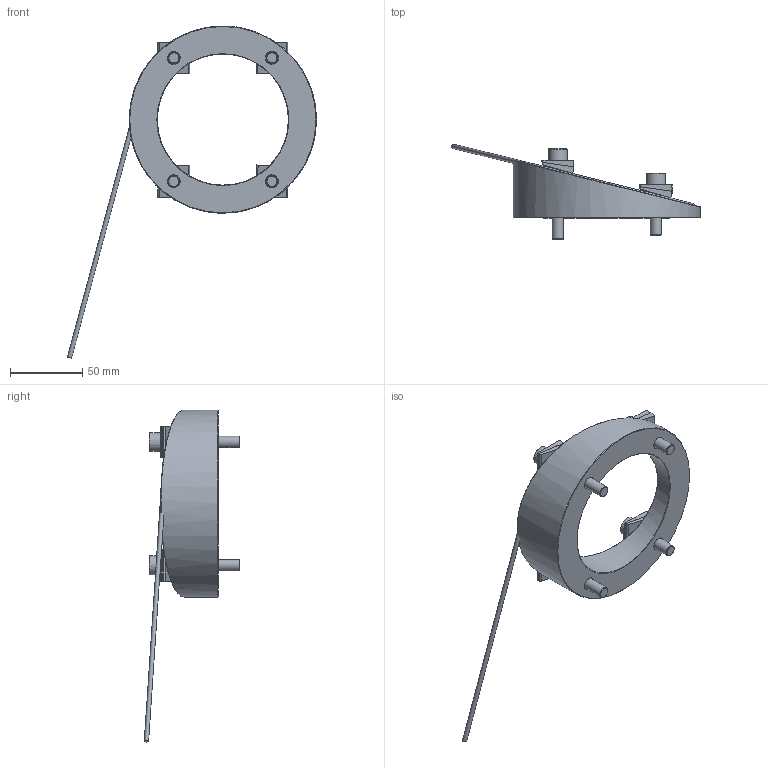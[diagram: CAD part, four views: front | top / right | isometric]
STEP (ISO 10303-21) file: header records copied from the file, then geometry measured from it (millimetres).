
FILE_DESCRIPTION (( 'STEP AP214' ), '1' );
FILE_NAME ('57027600.STEP', '2022-04-04T12:20:15', ( '' ), ( '' ), 'SwSTEP 2.0', 'SolidWorks 2020', '' );
FILE_SCHEMA (( 'AUTOMOTIVE_DESIGN' ));
Length unit declared in the file: millimetre
Products named in the file (6): 93666; 84156; 57027600; 82387; 93665; 83263
Assembly tree (14 placements, depth 2):
  57027600
    84156
    82387
    83263  x8
    93666  x2
    93665  x2
Bounding box: 172.87 x 66.31 x 230.5 mm (x, y, z)
Volume: 181944.6 mm3; surface area: 56054.3 mm2
Topology: 15 solids, 15 shells, 173 faces, 373 edges, 238 vertices
Faces by surface type: plane 118, cylinder 37, torus 9, cone 7, bspline 2
Full cylindrical faces by diameter (mm): 3 x1, 7.8 x4, 8 x4, 9 x12, 13 x4, 91 x1, 120 x1, 126 x1, 130 x1
Entity records: 2894 total; most frequent: CARTESIAN_POINT 1173, DIRECTION 313, ORIENTED_EDGE 228, AXIS2_PLACEMENT_3D 126, EDGE_LOOP 119, EDGE_CURVE 114, FACE_OUTER_BOUND 94, VERTEX_POINT 83
